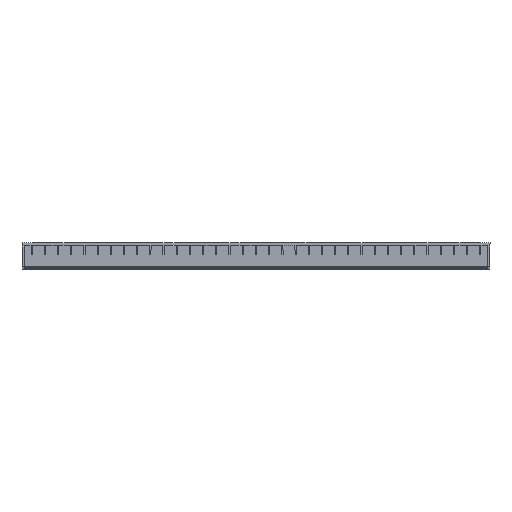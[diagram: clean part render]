
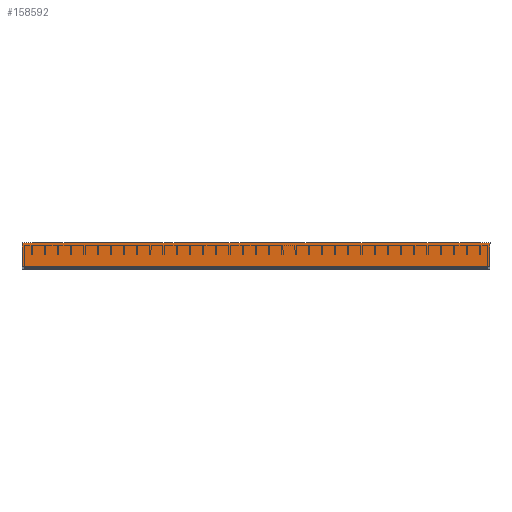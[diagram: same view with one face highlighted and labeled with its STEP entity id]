
A CAD part, top view. The second image highlights one B-rep face of the part: STEP entity #158592.
In plain terms, the highlighted planar face has unit normal (0, 0, 1).
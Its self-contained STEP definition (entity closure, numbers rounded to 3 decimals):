
#3896 = VERTEX_POINT ( 'NONE', #53359 ) ;
#10093 = CARTESIAN_POINT ( 'NONE',  ( 390., 10., 0. ) ) ;
#13526 = PLANE ( 'NONE',  #129066 ) ;
#13704 = VECTOR ( 'NONE', #139657, 1000. ) ;
#14086 = DIRECTION ( 'NONE',  ( 0., 1., 0. ) ) ;
#17544 = CARTESIAN_POINT ( 'NONE',  ( 390., 10., 0. ) ) ;
#20620 = EDGE_LOOP ( 'NONE', ( #160251, #139663, #92182, #132485 ) ) ;
#31424 = EDGE_CURVE ( 'NONE', #58063, #47367, #43510, .T. ) ;
#37289 = CARTESIAN_POINT ( 'NONE',  ( 0., 3.333, 0. ) ) ;
#39991 = CARTESIAN_POINT ( 'NONE',  ( 390., -10., 0. ) ) ;
#43510 = LINE ( 'NONE', #39991, #147271 ) ;
#47367 = VERTEX_POINT ( 'NONE', #115417 ) ;
#48273 = LINE ( 'NONE', #165836, #13704 ) ;
#49041 = EDGE_CURVE ( 'NONE', #47367, #81056, #54773, .T. ) ;
#53138 = CARTESIAN_POINT ( 'NONE',  ( 390., -10., 0. ) ) ;
#53359 = CARTESIAN_POINT ( 'NONE',  ( 390., 10., 0. ) ) ;
#54773 = B_SPLINE_CURVE_WITH_KNOTS ( 'NONE', 3,
 ( #115261, #126606, #37289, #87966 ),
 .UNSPECIFIED., .F., .F.,
 ( 4, 4 ),
 ( 0., 1. ),
 .UNSPECIFIED. ) ;
#58063 = VERTEX_POINT ( 'NONE', #53138 ) ;
#64998 = CARTESIAN_POINT ( 'NONE',  ( 0., 10., 0. ) ) ;
#81056 = VERTEX_POINT ( 'NONE', #64998 ) ;
#87966 = CARTESIAN_POINT ( 'NONE',  ( 0., 10., 0. ) ) ;
#92102 = DIRECTION ( 'NONE',  ( 0., 0., -1. ) ) ;
#92182 = ORIENTED_EDGE ( 'NONE', *, *, #31424, .F. ) ;
#94228 = LINE ( 'NONE', #10093, #130850 ) ;
#115261 = CARTESIAN_POINT ( 'NONE',  ( 0., -10., 0. ) ) ;
#115417 = CARTESIAN_POINT ( 'NONE',  ( 0., -10., 0. ) ) ;
#126606 = CARTESIAN_POINT ( 'NONE',  ( 0., -3.333, 0. ) ) ;
#126841 = EDGE_CURVE ( 'NONE', #3896, #58063, #48273, .T. ) ;
#129066 = AXIS2_PLACEMENT_3D ( 'NONE', #17544, #92102, #14086 ) ;
#130850 = VECTOR ( 'NONE', #166493, 1000. ) ;
#132485 = ORIENTED_EDGE ( 'NONE', *, *, #126841, .F. ) ;
#139657 = DIRECTION ( 'NONE',  ( 0., -1., 0. ) ) ;
#139663 = ORIENTED_EDGE ( 'NONE', *, *, #49041, .F. ) ;
#146605 = EDGE_CURVE ( 'NONE', #3896, #81056, #94228, .T. ) ;
#147271 = VECTOR ( 'NONE', #157124, 1000. ) ;
#157124 = DIRECTION ( 'NONE',  ( -1., 0., 0. ) ) ;
#158592 = ADVANCED_FACE ( 'NONE', ( #159293 ), #13526, .F. ) ;
#159293 = FACE_OUTER_BOUND ( 'NONE', #20620, .T. ) ;
#160251 = ORIENTED_EDGE ( 'NONE', *, *, #146605, .T. ) ;
#165836 = CARTESIAN_POINT ( 'NONE',  ( 390., 10., 0. ) ) ;
#166493 = DIRECTION ( 'NONE',  ( -1., 0., 0. ) ) ;
